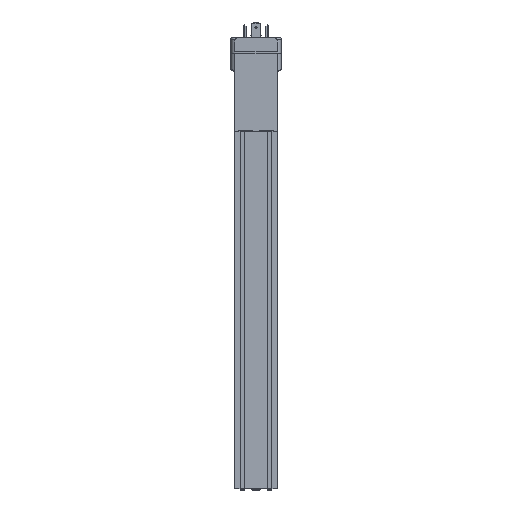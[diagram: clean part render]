
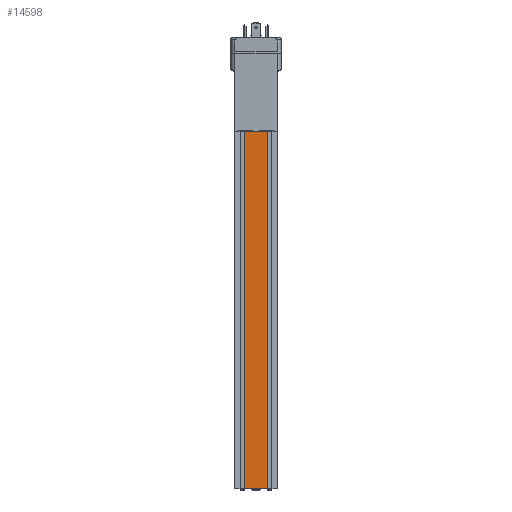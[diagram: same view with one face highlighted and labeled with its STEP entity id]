
A CAD part, front view. The second image highlights one B-rep face of the part: STEP entity #14598.
In plain terms, the highlighted planar face has unit normal (0, -1, 0).
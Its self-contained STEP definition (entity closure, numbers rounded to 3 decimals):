
#153 = DIRECTION ( 'NONE',  ( 0., -1., 0. ) ) ;
#1652 = VECTOR ( 'NONE', #5350, 1000. ) ;
#2255 = ORIENTED_EDGE ( 'NONE', *, *, #19926, .T. ) ;
#2277 = AXIS2_PLACEMENT_3D ( 'NONE', #9425, #153, #12235 ) ;
#2704 = VECTOR ( 'NONE', #3642, 1000. ) ;
#2981 = VERTEX_POINT ( 'NONE', #14612 ) ;
#3587 = LINE ( 'NONE', #15448, #18247 ) ;
#3642 = DIRECTION ( 'NONE',  ( 0., 0., 1. ) ) ;
#3837 = DIRECTION ( 'NONE',  ( 1., 0., 0. ) ) ;
#5350 = DIRECTION ( 'NONE',  ( 1., 0., 0. ) ) ;
#6312 = ORIENTED_EDGE ( 'NONE', *, *, #7989, .F. ) ;
#6756 = VERTEX_POINT ( 'NONE', #10173 ) ;
#6764 = CARTESIAN_POINT ( 'NONE',  ( 9., 0., 0. ) ) ;
#6824 = EDGE_LOOP ( 'NONE', ( #6312, #10214, #13682, #2255 ) ) ;
#6951 = LINE ( 'NONE', #14498, #2704 ) ;
#7044 = LINE ( 'NONE', #7147, #1652 ) ;
#7147 = CARTESIAN_POINT ( 'NONE',  ( 9., 0., 0. ) ) ;
#7989 = EDGE_CURVE ( 'NONE', #2981, #13475, #7044, .T. ) ;
#8015 = PLANE ( 'NONE',  #2277 ) ;
#9425 = CARTESIAN_POINT ( 'NONE',  ( 9., 0., -279.5 ) ) ;
#10173 = CARTESIAN_POINT ( 'NONE',  ( 9., 0., -279.5 ) ) ;
#10214 = ORIENTED_EDGE ( 'NONE', *, *, #10775, .F. ) ;
#10357 = CARTESIAN_POINT ( 'NONE',  ( -9., 0., -279.5 ) ) ;
#10775 = EDGE_CURVE ( 'NONE', #19062, #2981, #3587, .T. ) ;
#11581 = CARTESIAN_POINT ( 'NONE',  ( 9., 0., -279.5 ) ) ;
#12235 = DIRECTION ( 'NONE',  ( 0., 0., -1. ) ) ;
#12639 = DIRECTION ( 'NONE',  ( 0., 0., 1. ) ) ;
#13475 = VERTEX_POINT ( 'NONE', #6764 ) ;
#13682 = ORIENTED_EDGE ( 'NONE', *, *, #19906, .T. ) ;
#14498 = CARTESIAN_POINT ( 'NONE',  ( 9., 0., -279.5 ) ) ;
#14598 = ADVANCED_FACE ( 'NONE', ( #15354 ), #8015, .T. ) ;
#14612 = CARTESIAN_POINT ( 'NONE',  ( -9., 0., 0. ) ) ;
#15354 = FACE_OUTER_BOUND ( 'NONE', #6824, .T. ) ;
#15448 = CARTESIAN_POINT ( 'NONE',  ( -9., 0., -279.5 ) ) ;
#15816 = LINE ( 'NONE', #11581, #16848 ) ;
#16848 = VECTOR ( 'NONE', #3837, 1000. ) ;
#18247 = VECTOR ( 'NONE', #12639, 1000. ) ;
#19062 = VERTEX_POINT ( 'NONE', #10357 ) ;
#19906 = EDGE_CURVE ( 'NONE', #19062, #6756, #15816, .T. ) ;
#19926 = EDGE_CURVE ( 'NONE', #6756, #13475, #6951, .T. ) ;
